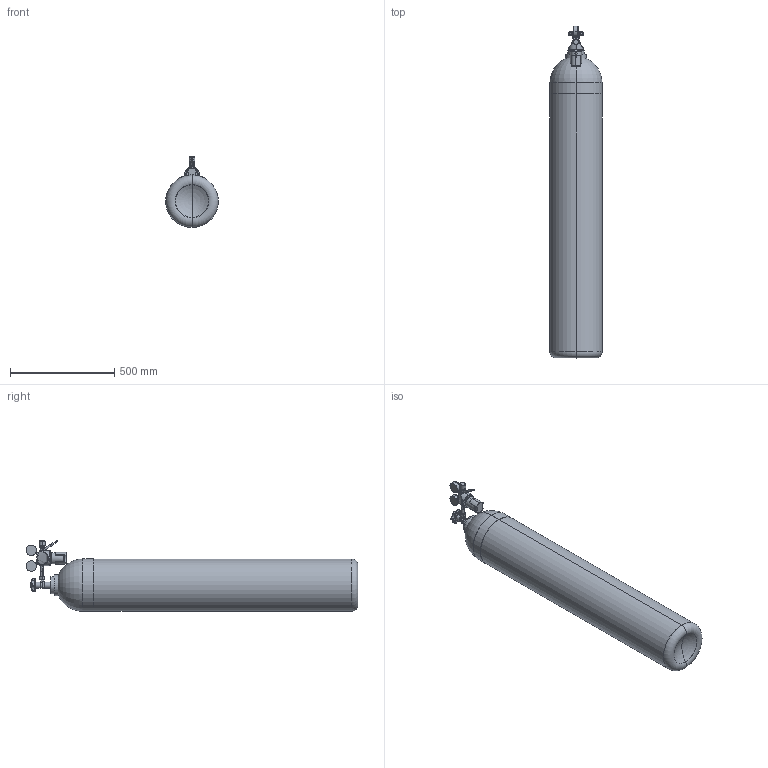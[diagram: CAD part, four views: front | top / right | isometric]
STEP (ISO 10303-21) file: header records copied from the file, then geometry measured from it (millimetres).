
FILE_DESCRIPTION (( 'STEP AP214' ), '1' );
FILE_NAME ('gas cylinder.STEP', '2015-01-19T07:51:33', ( '' ), ( '' ), 'SwSTEP 2.0', 'SolidWorks 2014', '' );
FILE_SCHEMA (( 'AUTOMOTIVE_DESIGN' ));
Length unit declared in the file: millimetre
Products named in the file (1): gas cylinder
Bounding box: 252 x 1589.25 x 340 mm (x, y, z)
Volume: 4082751.7 mm3; surface area: 2508660 mm2
Topology: 11 solids, 11 shells, 386 faces, 886 edges, 534 vertices
Faces by surface type: cylinder 116, plane 99, torus 81, bspline 41, cone 37, sphere 12
Entity records: 15047 total; most frequent: CARTESIAN_POINT 6331, DIRECTION 1810, ORIENTED_EDGE 1748, EDGE_CURVE 874, AXIS2_PLACEMENT_3D 785, VERTEX_POINT 534, CIRCLE 439, EDGE_LOOP 414
